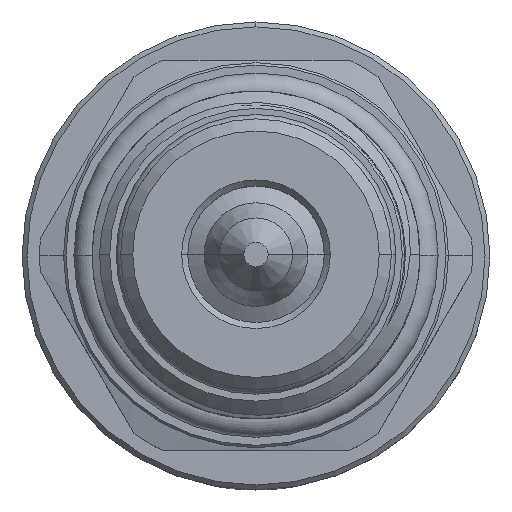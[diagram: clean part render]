
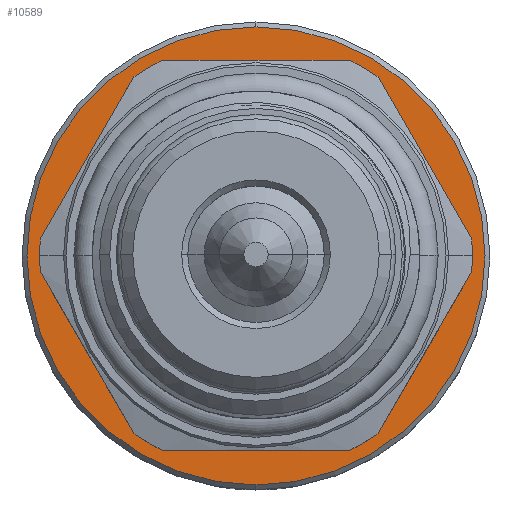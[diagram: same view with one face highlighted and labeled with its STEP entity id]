
A CAD part, top view. The second image highlights one B-rep face of the part: STEP entity #10589.
In plain terms, the highlighted planar face has unit normal (0, 0, 1).
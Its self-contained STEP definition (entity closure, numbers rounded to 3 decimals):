
#2374 = CARTESIAN_POINT ( 'NONE',  ( 0., 0., -79.303 ) ) ;
#2380 = PLANE ( 'NONE',  #12188 ) ;
#2382 = DIRECTION ( 'NONE',  ( 0., 0., 1. ) ) ;
#2383 = DIRECTION ( 'NONE',  ( 0., 1., 0. ) ) ;
#2825 = AXIS2_PLACEMENT_3D ( 'NONE', #4196, #4197, #4198 ) ;
#3110 = AXIS2_PLACEMENT_3D ( 'NONE', #4081, #4083, #4085 ) ;
#4081 = CARTESIAN_POINT ( 'NONE',  ( 0., 0., -79.303 ) ) ;
#4083 = DIRECTION ( 'NONE',  ( 0., 0., 1. ) ) ;
#4085 = DIRECTION ( 'NONE',  ( 0., 1., 0. ) ) ;
#4196 = CARTESIAN_POINT ( 'NONE',  ( 0., 0., -79.303 ) ) ;
#4197 = DIRECTION ( 'NONE',  ( 0., 0., 1. ) ) ;
#4198 = DIRECTION ( 'NONE',  ( 0., 1., 0. ) ) ;
#4612 = CARTESIAN_POINT ( 'NONE',  ( 0., -18.8, -79.303 ) ) ;
#4681 = CARTESIAN_POINT ( 'NONE',  ( 0., -9.5, -79.303 ) ) ;
#6486 = VERTEX_POINT ( 'NONE', #7787 ) ;
#6524 = VERTEX_POINT ( 'NONE', #9490 ) ;
#7361 = CIRCLE ( 'NONE', #3110, 9.5 ) ;
#7378 = CIRCLE ( 'NONE', #2825, 18.8 ) ;
#7559 = CIRCLE ( 'NONE', #12679, 9.5 ) ;
#7575 = CIRCLE ( 'NONE', #12628, 18.8 ) ;
#7787 = CARTESIAN_POINT ( 'NONE',  ( 0., 18.8, -79.303 ) ) ;
#9490 = CARTESIAN_POINT ( 'NONE',  ( 0., 9.5, -79.303 ) ) ;
#10589 = ADVANCED_FACE ( 'NONE', ( #17151, #17145 ), #2380, .T. ) ;
#10774 = EDGE_LOOP ( 'NONE', ( #11670, #11665 ) ) ;
#10783 = EDGE_LOOP ( 'NONE', ( #11535, #11667 ) ) ;
#11535 = ORIENTED_EDGE ( 'NONE', *, *, #19465, .F. ) ;
#11665 = ORIENTED_EDGE ( 'NONE', *, *, #17809, .T. ) ;
#11667 = ORIENTED_EDGE ( 'NONE', *, *, #17783, .F. ) ;
#11670 = ORIENTED_EDGE ( 'NONE', *, *, #19519, .T. ) ;
#12188 = AXIS2_PLACEMENT_3D ( 'NONE', #2374, #2382, #2383 ) ;
#12628 = AXIS2_PLACEMENT_3D ( 'NONE', #18286, #18287, #18289 ) ;
#12679 = AXIS2_PLACEMENT_3D ( 'NONE', #18249, #18250, #18251 ) ;
#17145 = FACE_BOUND ( 'NONE', #10783, .T. ) ;
#17151 = FACE_OUTER_BOUND ( 'NONE', #10774, .T. ) ;
#17783 = EDGE_CURVE ( 'NONE', #6524, #20017, #7559, .T. ) ;
#17809 = EDGE_CURVE ( 'NONE', #6486, #19823, #7575, .T. ) ;
#18249 = CARTESIAN_POINT ( 'NONE',  ( 0., 0., -79.303 ) ) ;
#18250 = DIRECTION ( 'NONE',  ( 0., 0., 1. ) ) ;
#18251 = DIRECTION ( 'NONE',  ( 0., 1., 0. ) ) ;
#18286 = CARTESIAN_POINT ( 'NONE',  ( 0., 0., -79.303 ) ) ;
#18287 = DIRECTION ( 'NONE',  ( 0., 0., 1. ) ) ;
#18289 = DIRECTION ( 'NONE',  ( 0., 1., 0. ) ) ;
#19465 = EDGE_CURVE ( 'NONE', #20017, #6524, #7361, .T. ) ;
#19519 = EDGE_CURVE ( 'NONE', #19823, #6486, #7378, .T. ) ;
#19823 = VERTEX_POINT ( 'NONE', #4612 ) ;
#20017 = VERTEX_POINT ( 'NONE', #4681 ) ;
